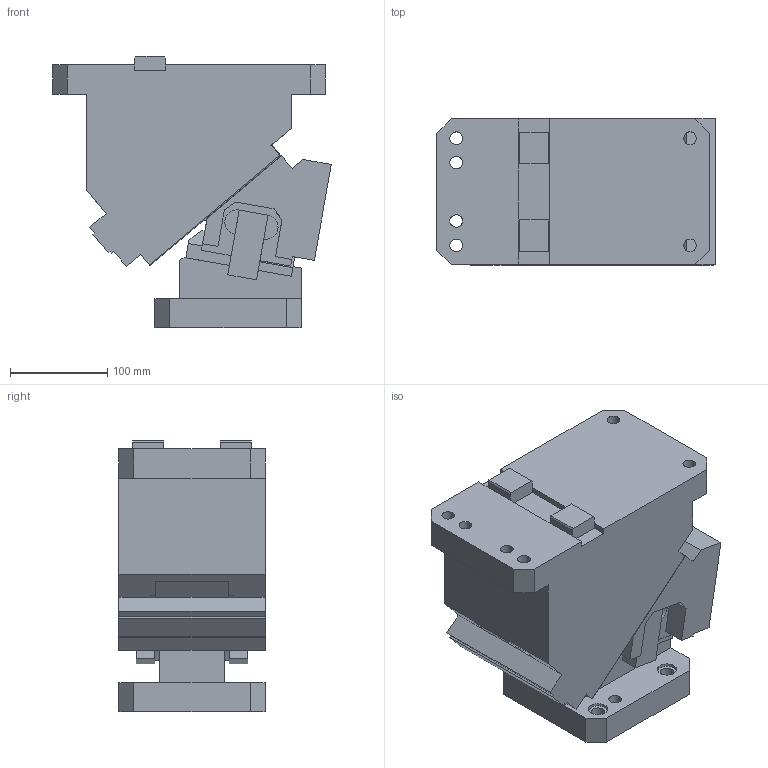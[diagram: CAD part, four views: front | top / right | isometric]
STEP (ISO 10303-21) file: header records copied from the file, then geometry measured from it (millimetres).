
FILE_DESCRIPTION(('CATIA V5 STEP Exchange'),'2;1');
FILE_NAME('CACC_150_10.stp','2015-04-21T14:41:11+00:00',('none'),('none'),'CATIA Version 5 Release 19 SP 2 (IN-10)','CATIA V5 STEP AP203','none');
FILE_SCHEMA(('CONFIG_CONTROL_DESIGN'));
Length unit declared in the file: millimetre
Products named in the file (1): CACC_150_10
Bounding box: 286 x 150 x 279 mm (x, y, z)
Volume: 6816511.1 mm3; surface area: 503658.3 mm2
Topology: 3 solids, 7 shells, 278 faces, 796 edges, 531 vertices
Faces by surface type: plane 200, cylinder 68, cone 10
Entity records: 8854 total; most frequent: CARTESIAN_POINT 1720, ORIENTED_EDGE 1572, DIRECTION 1247, EDGE_CURVE 786, VECTOR 631, LINE 631, VERTEX_POINT 531, AXIS2_PLACEMENT_3D 376
